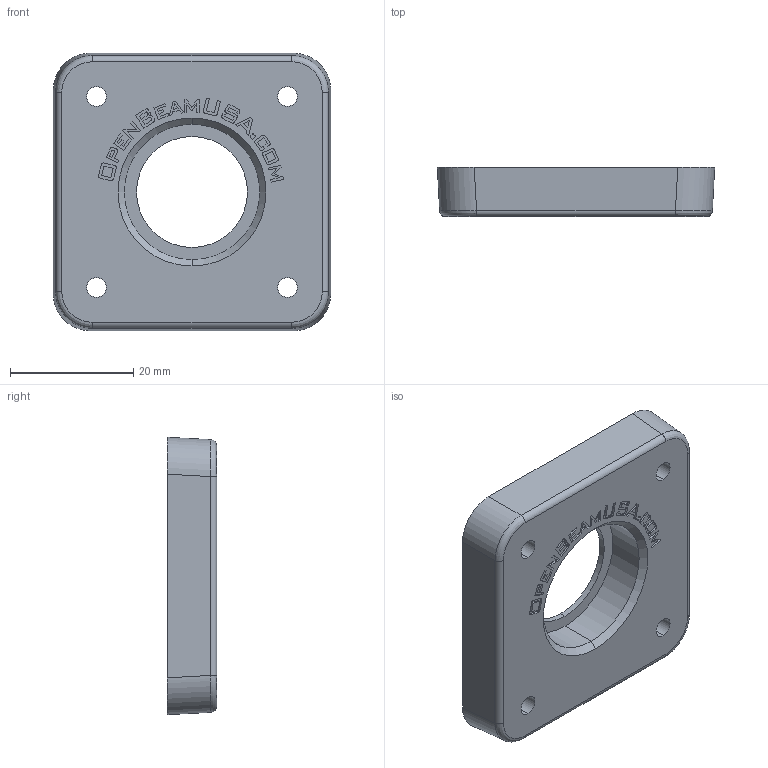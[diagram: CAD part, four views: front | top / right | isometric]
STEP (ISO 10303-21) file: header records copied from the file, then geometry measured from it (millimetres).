
FILE_DESCRIPTION (( 'STEP AP203' ), '1' );
FILE_NAME ('TL625-000104-001 - 608 to NEMA 17 Adapter.STEP', '2012-07-08T01:16:19', ( '' ), ( '' ), 'SwSTEP 2.0', 'SolidWorks 2012', '' );
FILE_SCHEMA (( 'CONFIG_CONTROL_DESIGN' ));
Length unit declared in the file: millimetre
Products named in the file (1): TL625-000104-001 - 608 to NEMA 17 Adapter
Bounding box: 45 x 8 x 45 mm (x, y, z)
Volume: 9495.8 mm3; surface area: 6673.6 mm2
Topology: 1 solids, 1 shells, 528 faces, 1419 edges, 948 vertices
Faces by surface type: plane 275, cylinder 119, torus 76, bspline 56, cone 2
Entity records: 20391 total; most frequent: CARTESIAN_POINT 7340, ORIENTED_EDGE 2838, DIRECTION 2489, EDGE_CURVE 1419, VERTEX_POINT 948, LINE 869, VECTOR 869, AXIS2_PLACEMENT_3D 810
